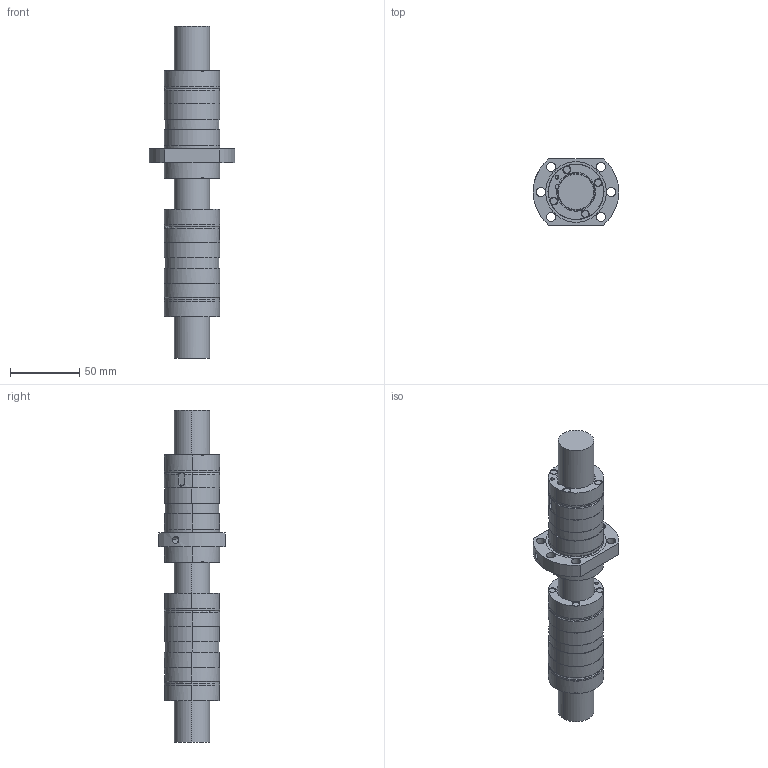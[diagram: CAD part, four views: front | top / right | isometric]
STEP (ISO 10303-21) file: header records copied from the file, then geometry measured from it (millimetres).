
FILE_DESCRIPTION(('Creo Elements/Direct Modeling STEP Export'),'2;1');
FILE_NAME('HSB-KGT-MM-2505RH-1g.stp','2015-05-08T11:42:35',(''),(''),'Creo Elements/Direct Modeling STEP processor for AP214 (Solid Model)','Creo Elements/Direct Modeling 18.1F 24-Jul-2014 (C) Parametric Technology GmbH','');
FILE_SCHEMA(('AUTOMOTIVE_DESIGN { 1 0 10303 214 1 1 1 1 }'));
Length unit declared in the file: millimetre
Products named in the file (3): HSB_KGM-FM-2505RH-1g_23128; HSB_KGM-MM-2505RH-1g_23241; HSB_KGS-2505RH-1g-T7_23875
Bounding box: 61.8 x 48 x 240 mm (x, y, z)
Volume: 247846.2 mm3; surface area: 60370.8 mm2
Topology: 3 solids, 3 shells, 228 faces, 672 edges, 464 vertices
Faces by surface type: cylinder 114, cone 54, plane 52, torus 8
Entity records: 11326 total; most frequent: CARTESIAN_POINT 4011, ORIENTED_EDGE 1324, DIRECTION 982, EDGE_CURVE 662, VERTEX_POINT 464, AXIS2_PLACEMENT_3D 395, EDGE_LOOP 268, COLOUR_RGB 231
